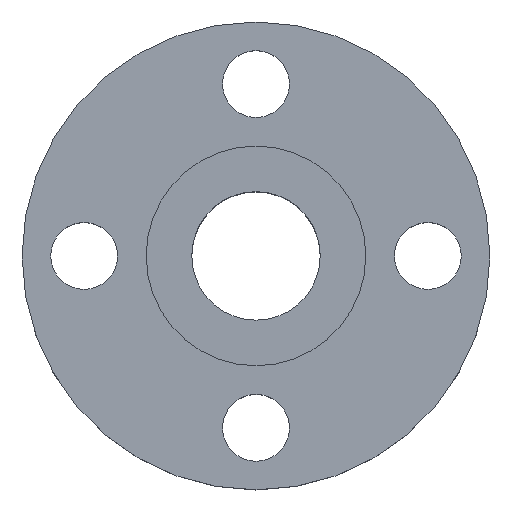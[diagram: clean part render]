
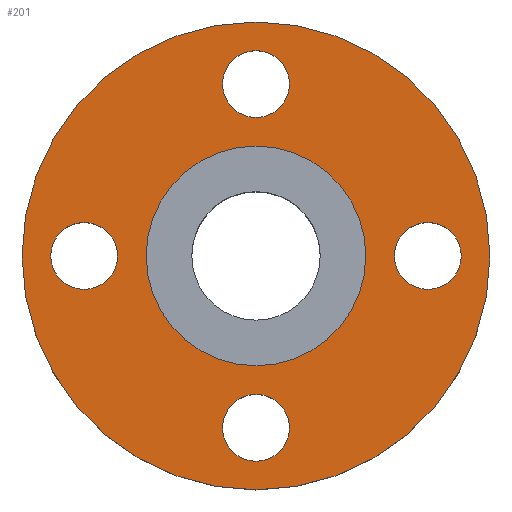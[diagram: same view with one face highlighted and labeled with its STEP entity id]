
A CAD part, top view. The second image highlights one B-rep face of the part: STEP entity #201.
In plain terms, the highlighted planar face has unit normal (0, 0, 1).
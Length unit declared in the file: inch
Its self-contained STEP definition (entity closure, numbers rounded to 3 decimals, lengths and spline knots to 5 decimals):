
#4 = DIRECTION ( 'NONE',  ( 0., 0., 1. ) ) ;
#13 = FACE_BOUND ( 'NONE', #497, .T. ) ;
#15 = VERTEX_POINT ( 'NONE', #198 ) ;
#24 = CARTESIAN_POINT ( 'NONE',  ( -2.25, 0., -0.25 ) ) ;
#26 = CARTESIAN_POINT ( 'NONE',  ( 0., 1.4375, -0.25 ) ) ;
#29 = VERTEX_POINT ( 'NONE', #655 ) ;
#33 = CIRCLE ( 'NONE', #579, 0.4375 ) ;
#34 = DIRECTION ( 'NONE',  ( 1., 0., 0. ) ) ;
#35 = AXIS2_PLACEMENT_3D ( 'NONE', #168, #437, #699 ) ;
#40 = CARTESIAN_POINT ( 'NONE',  ( 0., 2.25, -0.25 ) ) ;
#46 = VERTEX_POINT ( 'NONE', #594 ) ;
#50 = EDGE_CURVE ( 'NONE', #46, #673, #352, .T. ) ;
#54 = CARTESIAN_POINT ( 'NONE',  ( 2.6875, 0., -0.25 ) ) ;
#56 = AXIS2_PLACEMENT_3D ( 'NONE', #762, #103, #828 ) ;
#62 = CARTESIAN_POINT ( 'NONE',  ( 0., 0., -0.25 ) ) ;
#74 = FACE_OUTER_BOUND ( 'NONE', #713, .T. ) ;
#81 = ORIENTED_EDGE ( 'NONE', *, *, #257, .T. ) ;
#94 = FACE_BOUND ( 'NONE', #171, .T. ) ;
#101 = CIRCLE ( 'NONE', #207, 1.4375 ) ;
#103 = DIRECTION ( 'NONE',  ( 0., 0., 1. ) ) ;
#107 = CARTESIAN_POINT ( 'NONE',  ( -1.4375, 0., -0.25 ) ) ;
#108 = DIRECTION ( 'NONE',  ( 0., 0., 1. ) ) ;
#121 = CIRCLE ( 'NONE', #336, 0.4375 ) ;
#131 = EDGE_LOOP ( 'NONE', ( #465, #801 ) ) ;
#134 = CIRCLE ( 'NONE', #222, 0.4375 ) ;
#137 = EDGE_CURVE ( 'NONE', #412, #725, #121, .T. ) ;
#139 = DIRECTION ( 'NONE',  ( 0., 0., 1. ) ) ;
#149 = CARTESIAN_POINT ( 'NONE',  ( -2.25, 0., -0.25 ) ) ;
#155 = FACE_BOUND ( 'NONE', #190, .T. ) ;
#157 = DIRECTION ( 'NONE',  ( 0., 0., 1. ) ) ;
#161 = DIRECTION ( 'NONE',  ( 0., 0., 1. ) ) ;
#168 = CARTESIAN_POINT ( 'NONE',  ( 2.25, 0., -0.25 ) ) ;
#169 = CARTESIAN_POINT ( 'NONE',  ( 0., 2.25, -0.25 ) ) ;
#171 = EDGE_LOOP ( 'NONE', ( #193, #724 ) ) ;
#188 = AXIS2_PLACEMENT_3D ( 'NONE', #731, #4, #269 ) ;
#189 = AXIS2_PLACEMENT_3D ( 'NONE', #149, #157, #616 ) ;
#190 = EDGE_LOOP ( 'NONE', ( #475, #332 ) ) ;
#191 = AXIS2_PLACEMENT_3D ( 'NONE', #829, #826, #34 ) ;
#193 = ORIENTED_EDGE ( 'NONE', *, *, #614, .F. ) ;
#198 = CARTESIAN_POINT ( 'NONE',  ( -1.8125, 0., -0.25 ) ) ;
#201 = ADVANCED_FACE ( 'NONE', ( #155, #687, #13, #286, #94, #74 ), #340, .F. ) ;
#207 = AXIS2_PLACEMENT_3D ( 'NONE', #425, #161, #304 ) ;
#211 = CARTESIAN_POINT ( 'NONE',  ( 1.8125, 0., -0.25 ) ) ;
#219 = CARTESIAN_POINT ( 'NONE',  ( 0.4375, 2.25, -0.25 ) ) ;
#222 = AXIS2_PLACEMENT_3D ( 'NONE', #169, #825, #500 ) ;
#231 = CARTESIAN_POINT ( 'NONE',  ( 3.0625, 0., -0.25 ) ) ;
#238 = CARTESIAN_POINT ( 'NONE',  ( 0., -2.25, -0.25 ) ) ;
#241 = CARTESIAN_POINT ( 'NONE',  ( -0.4375, -2.25, -0.25 ) ) ;
#249 = CIRCLE ( 'NONE', #189, 0.4375 ) ;
#257 = EDGE_CURVE ( 'NONE', #272, #536, #792, .T. ) ;
#269 = DIRECTION ( 'NONE',  ( 0., 1., 0. ) ) ;
#272 = VERTEX_POINT ( 'NONE', #231 ) ;
#286 = FACE_BOUND ( 'NONE', #812, .T. ) ;
#288 = ORIENTED_EDGE ( 'NONE', *, *, #540, .F. ) ;
#291 = DIRECTION ( 'NONE',  ( 0., 0., 1. ) ) ;
#292 = ORIENTED_EDGE ( 'NONE', *, *, #652, .F. ) ;
#304 = DIRECTION ( 'NONE',  ( 1., 0., 0. ) ) ;
#307 = EDGE_CURVE ( 'NONE', #545, #29, #134, .T. ) ;
#321 = CIRCLE ( 'NONE', #35, 0.4375 ) ;
#332 = ORIENTED_EDGE ( 'NONE', *, *, #703, .F. ) ;
#336 = AXIS2_PLACEMENT_3D ( 'NONE', #345, #139, #358 ) ;
#340 = PLANE ( 'NONE',  #502 ) ;
#345 = CARTESIAN_POINT ( 'NONE',  ( 2.25, 0., -0.25 ) ) ;
#352 = CIRCLE ( 'NONE', #188, 0.4375 ) ;
#358 = DIRECTION ( 'NONE',  ( -1., 0., 0. ) ) ;
#411 = ORIENTED_EDGE ( 'NONE', *, *, #849, .T. ) ;
#412 = VERTEX_POINT ( 'NONE', #211 ) ;
#422 = AXIS2_PLACEMENT_3D ( 'NONE', #40, #108, #566 ) ;
#425 = CARTESIAN_POINT ( 'NONE',  ( 0., 0., -0.25 ) ) ;
#437 = DIRECTION ( 'NONE',  ( 0., 0., 1. ) ) ;
#465 = ORIENTED_EDGE ( 'NONE', *, *, #698, .F. ) ;
#475 = ORIENTED_EDGE ( 'NONE', *, *, #307, .F. ) ;
#487 = VERTEX_POINT ( 'NONE', #743 ) ;
#497 = EDGE_LOOP ( 'NONE', ( #647, #292 ) ) ;
#500 = DIRECTION ( 'NONE',  ( 0., -1., 0. ) ) ;
#502 = AXIS2_PLACEMENT_3D ( 'NONE', #26, #548, #810 ) ;
#510 = DIRECTION ( 'NONE',  ( 0., 1., 0. ) ) ;
#529 = EDGE_CURVE ( 'NONE', #779, #15, #249, .T. ) ;
#536 = VERTEX_POINT ( 'NONE', #682 ) ;
#540 = EDGE_CURVE ( 'NONE', #15, #779, #33, .T. ) ;
#545 = VERTEX_POINT ( 'NONE', #219 ) ;
#548 = DIRECTION ( 'NONE',  ( 0., 0., -1. ) ) ;
#552 = EDGE_CURVE ( 'NONE', #603, #487, #101, .T. ) ;
#553 = DIRECTION ( 'NONE',  ( 1., 0., 0. ) ) ;
#566 = DIRECTION ( 'NONE',  ( 0., -1., 0. ) ) ;
#570 = ORIENTED_EDGE ( 'NONE', *, *, #529, .F. ) ;
#579 = AXIS2_PLACEMENT_3D ( 'NONE', #24, #291, #553 ) ;
#580 = CIRCLE ( 'NONE', #736, 3.0625 ) ;
#594 = CARTESIAN_POINT ( 'NONE',  ( 0.4375, -2.25, -0.25 ) ) ;
#603 = VERTEX_POINT ( 'NONE', #107 ) ;
#614 = EDGE_CURVE ( 'NONE', #487, #603, #696, .T. ) ;
#616 = DIRECTION ( 'NONE',  ( 1., 0., 0. ) ) ;
#633 = AXIS2_PLACEMENT_3D ( 'NONE', #238, #835, #510 ) ;
#647 = ORIENTED_EDGE ( 'NONE', *, *, #50, .F. ) ;
#649 = CIRCLE ( 'NONE', #633, 0.4375 ) ;
#652 = EDGE_CURVE ( 'NONE', #673, #46, #649, .T. ) ;
#655 = CARTESIAN_POINT ( 'NONE',  ( -0.4375, 2.25, -0.25 ) ) ;
#673 = VERTEX_POINT ( 'NONE', #241 ) ;
#682 = CARTESIAN_POINT ( 'NONE',  ( -3.0625, 0., -0.25 ) ) ;
#687 = FACE_BOUND ( 'NONE', #131, .T. ) ;
#696 = CIRCLE ( 'NONE', #191, 1.4375 ) ;
#698 = EDGE_CURVE ( 'NONE', #725, #412, #321, .T. ) ;
#699 = DIRECTION ( 'NONE',  ( -1., 0., 0. ) ) ;
#703 = EDGE_CURVE ( 'NONE', #29, #545, #831, .T. ) ;
#713 = EDGE_LOOP ( 'NONE', ( #81, #411 ) ) ;
#724 = ORIENTED_EDGE ( 'NONE', *, *, #552, .F. ) ;
#725 = VERTEX_POINT ( 'NONE', #54 ) ;
#731 = CARTESIAN_POINT ( 'NONE',  ( 0., -2.25, -0.25 ) ) ;
#736 = AXIS2_PLACEMENT_3D ( 'NONE', #62, #789, #857 ) ;
#743 = CARTESIAN_POINT ( 'NONE',  ( 1.4375, 0., -0.25 ) ) ;
#762 = CARTESIAN_POINT ( 'NONE',  ( 0., 0., -0.25 ) ) ;
#779 = VERTEX_POINT ( 'NONE', #847 ) ;
#789 = DIRECTION ( 'NONE',  ( 0., 0., 1. ) ) ;
#792 = CIRCLE ( 'NONE', #56, 3.0625 ) ;
#801 = ORIENTED_EDGE ( 'NONE', *, *, #137, .F. ) ;
#810 = DIRECTION ( 'NONE',  ( -1., 0., 0. ) ) ;
#812 = EDGE_LOOP ( 'NONE', ( #288, #570 ) ) ;
#825 = DIRECTION ( 'NONE',  ( 0., 0., 1. ) ) ;
#826 = DIRECTION ( 'NONE',  ( 0., 0., 1. ) ) ;
#828 = DIRECTION ( 'NONE',  ( 1., 0., 0. ) ) ;
#829 = CARTESIAN_POINT ( 'NONE',  ( 0., 0., -0.25 ) ) ;
#831 = CIRCLE ( 'NONE', #422, 0.4375 ) ;
#835 = DIRECTION ( 'NONE',  ( 0., 0., 1. ) ) ;
#847 = CARTESIAN_POINT ( 'NONE',  ( -2.6875, 0., -0.25 ) ) ;
#849 = EDGE_CURVE ( 'NONE', #536, #272, #580, .T. ) ;
#857 = DIRECTION ( 'NONE',  ( 1., 0., 0. ) ) ;
